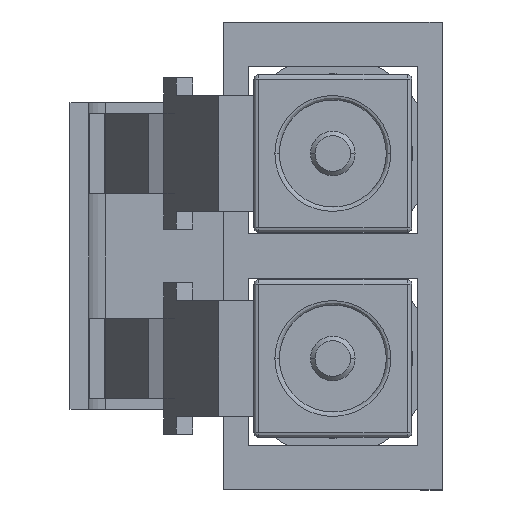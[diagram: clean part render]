
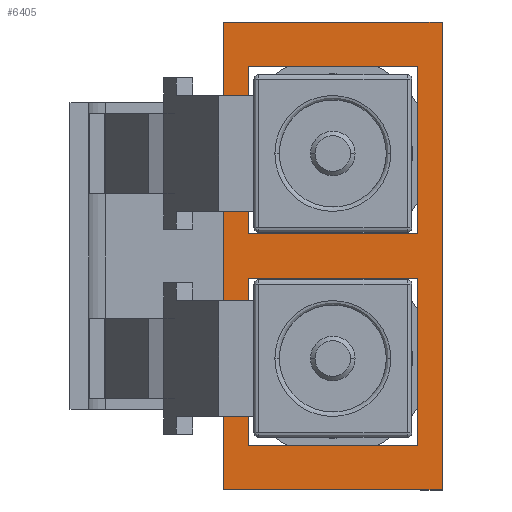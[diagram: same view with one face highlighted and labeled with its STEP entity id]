
A CAD part, left-side view. The second image highlights one B-rep face of the part: STEP entity #6405.
In plain terms, the highlighted face is planar.
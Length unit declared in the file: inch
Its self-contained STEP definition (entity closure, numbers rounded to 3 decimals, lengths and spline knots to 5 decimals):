
#60 = DIRECTION ( 'NONE',  ( 0., 0., 1. ) ) ;
#196 = EDGE_CURVE ( 'NONE', #3213, #3871, #4094, .T. ) ;
#207 = DIRECTION ( 'NONE',  ( 0., 0., 1. ) ) ;
#358 = LINE ( 'NONE', #481, #5950 ) ;
#378 = LINE ( 'NONE', #3710, #7933 ) ;
#413 = VECTOR ( 'NONE', #1103, 39.37008 ) ;
#481 = CARTESIAN_POINT ( 'NONE',  ( 0.2125, 0., 0.095 ) ) ;
#693 = CARTESIAN_POINT ( 'NONE',  ( 0.2125, 0., -0.095 ) ) ;
#789 = VERTEX_POINT ( 'NONE', #7155 ) ;
#804 = ORIENTED_EDGE ( 'NONE', *, *, #4268, .T. ) ;
#921 = VERTEX_POINT ( 'NONE', #5033 ) ;
#947 = CARTESIAN_POINT ( 'NONE',  ( 0.2625, 0., -0.1225 ) ) ;
#972 = EDGE_LOOP ( 'NONE', ( #804, #7769, #1932, #7762 ) ) ;
#1012 = CARTESIAN_POINT ( 'NONE',  ( 0.025, 0., 0.095 ) ) ;
#1057 = CARTESIAN_POINT ( 'NONE',  ( -0.025, 0., 0.095 ) ) ;
#1059 = VECTOR ( 'NONE', #7701, 39.37008 ) ;
#1103 = DIRECTION ( 'NONE',  ( -1., 0., 0. ) ) ;
#1118 = VERTEX_POINT ( 'NONE', #947 ) ;
#1135 = VERTEX_POINT ( 'NONE', #8266 ) ;
#1255 = VERTEX_POINT ( 'NONE', #3517 ) ;
#1651 = CARTESIAN_POINT ( 'NONE',  ( 0.2625, 0., -0.1225 ) ) ;
#1740 = DIRECTION ( 'NONE',  ( 0., 0., 1. ) ) ;
#1775 = CARTESIAN_POINT ( 'NONE',  ( -0.025, 0., -0.095 ) ) ;
#1932 = ORIENTED_EDGE ( 'NONE', *, *, #7609, .T. ) ;
#2000 = CARTESIAN_POINT ( 'NONE',  ( -0.2625, 0., -0.1225 ) ) ;
#2056 = EDGE_CURVE ( 'NONE', #6156, #1255, #8012, .T. ) ;
#2071 = LINE ( 'NONE', #2000, #5941 ) ;
#2208 = LINE ( 'NONE', #7646, #7812 ) ;
#2399 = EDGE_LOOP ( 'NONE', ( #5315, #6889, #5103, #6225 ) ) ;
#2741 = CARTESIAN_POINT ( 'NONE',  ( -0.025, 0., -0.095 ) ) ;
#2763 = VERTEX_POINT ( 'NONE', #6200 ) ;
#2789 = VECTOR ( 'NONE', #6883, 39.37008 ) ;
#2862 = ORIENTED_EDGE ( 'NONE', *, *, #5348, .T. ) ;
#2933 = EDGE_CURVE ( 'NONE', #1255, #1118, #7443, .T. ) ;
#3098 = DIRECTION ( 'NONE',  ( 1., 0., 0. ) ) ;
#3213 = VERTEX_POINT ( 'NONE', #1057 ) ;
#3271 = ORIENTED_EDGE ( 'NONE', *, *, #3377, .T. ) ;
#3377 = EDGE_CURVE ( 'NONE', #921, #3554, #358, .T. ) ;
#3482 = ORIENTED_EDGE ( 'NONE', *, *, #6440, .T. ) ;
#3517 = CARTESIAN_POINT ( 'NONE',  ( 0.2625, 0., 0.1225 ) ) ;
#3554 = VERTEX_POINT ( 'NONE', #693 ) ;
#3640 = VERTEX_POINT ( 'NONE', #8136 ) ;
#3662 = FACE_OUTER_BOUND ( 'NONE', #2399, .T. ) ;
#3710 = CARTESIAN_POINT ( 'NONE',  ( -0.2125, 0., 0.095 ) ) ;
#3852 = PLANE ( 'NONE',  #7331 ) ;
#3856 = EDGE_CURVE ( 'NONE', #1135, #6156, #2071, .T. ) ;
#3871 = VERTEX_POINT ( 'NONE', #2741 ) ;
#3971 = EDGE_LOOP ( 'NONE', ( #3482, #7434, #3271, #2862 ) ) ;
#4048 = CARTESIAN_POINT ( 'NONE',  ( 0.025, 0., -0.095 ) ) ;
#4094 = LINE ( 'NONE', #5462, #5786 ) ;
#4103 = CARTESIAN_POINT ( 'NONE',  ( 0.025, 0., -0.095 ) ) ;
#4235 = LINE ( 'NONE', #1012, #7890 ) ;
#4268 = EDGE_CURVE ( 'NONE', #2763, #3213, #7058, .T. ) ;
#4299 = LINE ( 'NONE', #4048, #413 ) ;
#4502 = VERTEX_POINT ( 'NONE', #4103 ) ;
#4573 = DIRECTION ( 'NONE',  ( 0., 1., 0. ) ) ;
#4853 = DIRECTION ( 'NONE',  ( 0., 0., -1. ) ) ;
#5033 = CARTESIAN_POINT ( 'NONE',  ( 0.2125, 0., 0.095 ) ) ;
#5103 = ORIENTED_EDGE ( 'NONE', *, *, #2933, .F. ) ;
#5315 = ORIENTED_EDGE ( 'NONE', *, *, #3856, .F. ) ;
#5348 = EDGE_CURVE ( 'NONE', #3554, #4502, #4299, .T. ) ;
#5395 = CARTESIAN_POINT ( 'NONE',  ( -0.2625, 0., 0.1225 ) ) ;
#5462 = CARTESIAN_POINT ( 'NONE',  ( -0.025, 0., 0.095 ) ) ;
#5558 = VECTOR ( 'NONE', #3098, 39.37008 ) ;
#5786 = VECTOR ( 'NONE', #7513, 39.37008 ) ;
#5823 = VECTOR ( 'NONE', #6882, 39.37008 ) ;
#5941 = VECTOR ( 'NONE', #7782, 39.37008 ) ;
#5950 = VECTOR ( 'NONE', #4853, 39.37008 ) ;
#6037 = DIRECTION ( 'NONE',  ( 0., 0., -1. ) ) ;
#6054 = FACE_BOUND ( 'NONE', #3971, .T. ) ;
#6156 = VERTEX_POINT ( 'NONE', #8990 ) ;
#6200 = CARTESIAN_POINT ( 'NONE',  ( -0.2125, 0., 0.095 ) ) ;
#6225 = ORIENTED_EDGE ( 'NONE', *, *, #2056, .F. ) ;
#6405 = ADVANCED_FACE ( 'NONE', ( #6054, #9292, #3662 ), #3852, .F. ) ;
#6440 = EDGE_CURVE ( 'NONE', #4502, #789, #4235, .T. ) ;
#6658 = LINE ( 'NONE', #8476, #1059 ) ;
#6882 = DIRECTION ( 'NONE',  ( 1., 0., 0. ) ) ;
#6883 = DIRECTION ( 'NONE',  ( -1., 0., 0. ) ) ;
#6889 = ORIENTED_EDGE ( 'NONE', *, *, #9366, .F. ) ;
#7058 = LINE ( 'NONE', #7469, #5558 ) ;
#7155 = CARTESIAN_POINT ( 'NONE',  ( 0.025, 0., 0.095 ) ) ;
#7331 = AXIS2_PLACEMENT_3D ( 'NONE', #8985, #4573, #207 ) ;
#7434 = ORIENTED_EDGE ( 'NONE', *, *, #8780, .T. ) ;
#7443 = LINE ( 'NONE', #1651, #8959 ) ;
#7469 = CARTESIAN_POINT ( 'NONE',  ( -0.025, 0., 0.095 ) ) ;
#7513 = DIRECTION ( 'NONE',  ( 0., 0., -1. ) ) ;
#7609 = EDGE_CURVE ( 'NONE', #3871, #3640, #8632, .T. ) ;
#7646 = CARTESIAN_POINT ( 'NONE',  ( 0.025, 0., 0.095 ) ) ;
#7701 = DIRECTION ( 'NONE',  ( -1., 0., 0. ) ) ;
#7762 = ORIENTED_EDGE ( 'NONE', *, *, #9166, .T. ) ;
#7769 = ORIENTED_EDGE ( 'NONE', *, *, #196, .T. ) ;
#7782 = DIRECTION ( 'NONE',  ( 0., 0., 1. ) ) ;
#7812 = VECTOR ( 'NONE', #8393, 39.37008 ) ;
#7890 = VECTOR ( 'NONE', #1740, 39.37008 ) ;
#7933 = VECTOR ( 'NONE', #60, 39.37008 ) ;
#8012 = LINE ( 'NONE', #5395, #5823 ) ;
#8136 = CARTESIAN_POINT ( 'NONE',  ( -0.2125, 0., -0.095 ) ) ;
#8266 = CARTESIAN_POINT ( 'NONE',  ( -0.2625, 0., -0.1225 ) ) ;
#8393 = DIRECTION ( 'NONE',  ( 1., 0., 0. ) ) ;
#8476 = CARTESIAN_POINT ( 'NONE',  ( -0.2625, 0., -0.1225 ) ) ;
#8632 = LINE ( 'NONE', #1775, #2789 ) ;
#8780 = EDGE_CURVE ( 'NONE', #789, #921, #2208, .T. ) ;
#8959 = VECTOR ( 'NONE', #6037, 39.37008 ) ;
#8985 = CARTESIAN_POINT ( 'NONE',  ( -0.2625, 0., -0.1225 ) ) ;
#8990 = CARTESIAN_POINT ( 'NONE',  ( -0.2625, 0., 0.1225 ) ) ;
#9166 = EDGE_CURVE ( 'NONE', #3640, #2763, #378, .T. ) ;
#9292 = FACE_BOUND ( 'NONE', #972, .T. ) ;
#9366 = EDGE_CURVE ( 'NONE', #1118, #1135, #6658, .T. ) ;
